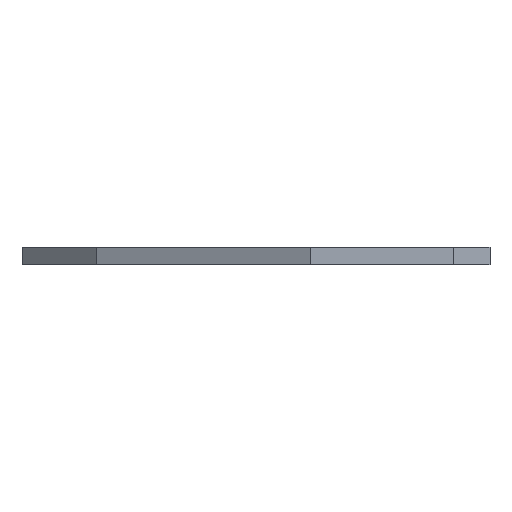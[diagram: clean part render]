
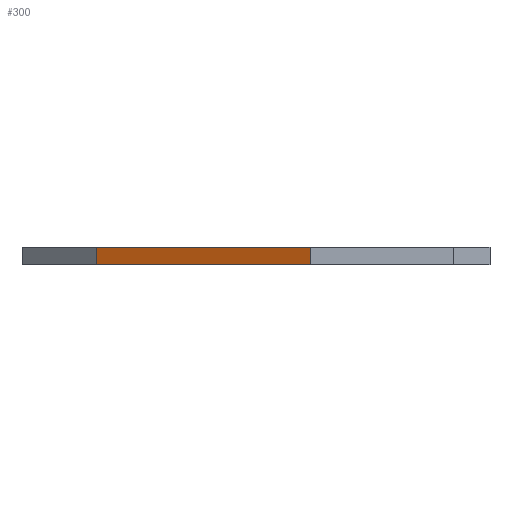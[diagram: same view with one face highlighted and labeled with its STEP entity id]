
A CAD part, left-side view. The second image highlights one B-rep face of the part: STEP entity #300.
In plain terms, the highlighted planar face has unit normal (-0.902, 0.433, 0).
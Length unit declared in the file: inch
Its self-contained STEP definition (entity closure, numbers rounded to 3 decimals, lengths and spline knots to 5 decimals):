
#91 = VERTEX_POINT ( 'NONE', #1367 ) ;
#141 = DIRECTION ( 'NONE',  ( 0.433, 0.902, 0. ) ) ;
#275 = VERTEX_POINT ( 'NONE', #2812 ) ;
#300 = ADVANCED_FACE ( 'NONE', ( #1030 ), #2171, .T. ) ;
#472 = CARTESIAN_POINT ( 'NONE',  ( -1.02644, 0.72719, -0.05906 ) ) ;
#479 = EDGE_CURVE ( 'NONE', #91, #676, #2676, .T. ) ;
#537 = VERTEX_POINT ( 'NONE', #472 ) ;
#538 = VECTOR ( 'NONE', #1468, 39.37008 ) ;
#550 = LINE ( 'NONE', #566, #538 ) ;
#566 = CARTESIAN_POINT ( 'NONE',  ( -1.11797, 0.53641, 0.05906 ) ) ;
#629 = CARTESIAN_POINT ( 'NONE',  ( -1.11797, 0.53641, -0.05906 ) ) ;
#630 = DIRECTION ( 'NONE',  ( 0., 0., -1. ) ) ;
#676 = VERTEX_POINT ( 'NONE', #1672 ) ;
#855 = LINE ( 'NONE', #2441, #2374 ) ;
#989 = DIRECTION ( 'NONE',  ( -0.902, 0.433, 0. ) ) ;
#1030 = FACE_OUTER_BOUND ( 'NONE', #2852, .T. ) ;
#1305 = ORIENTED_EDGE ( 'NONE', *, *, #1420, .T. ) ;
#1367 = CARTESIAN_POINT ( 'NONE',  ( -1.74, -0.76, 0.05906 ) ) ;
#1387 = VECTOR ( 'NONE', #141, 39.37008 ) ;
#1420 = EDGE_CURVE ( 'NONE', #91, #275, #550, .T. ) ;
#1437 = DIRECTION ( 'NONE',  ( 0., 0., 1. ) ) ;
#1468 = DIRECTION ( 'NONE',  ( 0.433, 0.902, 0. ) ) ;
#1481 = VECTOR ( 'NONE', #630, 39.37008 ) ;
#1492 = ORIENTED_EDGE ( 'NONE', *, *, #1815, .F. ) ;
#1672 = CARTESIAN_POINT ( 'NONE',  ( -1.74, -0.76, -0.05906 ) ) ;
#1686 = CARTESIAN_POINT ( 'NONE',  ( -1.11797, 0.53641, 0.05906 ) ) ;
#1815 = EDGE_CURVE ( 'NONE', #676, #537, #1975, .T. ) ;
#1975 = LINE ( 'NONE', #629, #1387 ) ;
#2004 = ORIENTED_EDGE ( 'NONE', *, *, #479, .F. ) ;
#2125 = ORIENTED_EDGE ( 'NONE', *, *, #2185, .T. ) ;
#2144 = AXIS2_PLACEMENT_3D ( 'NONE', #1686, #989, #1437 ) ;
#2171 = PLANE ( 'NONE',  #2144 ) ;
#2185 = EDGE_CURVE ( 'NONE', #275, #537, #855, .T. ) ;
#2237 = DIRECTION ( 'NONE',  ( 0., 0., -1. ) ) ;
#2374 = VECTOR ( 'NONE', #2237, 39.37008 ) ;
#2441 = CARTESIAN_POINT ( 'NONE',  ( -1.02644, 0.72719, 0.05906 ) ) ;
#2661 = CARTESIAN_POINT ( 'NONE',  ( -1.74, -0.76, 0.05906 ) ) ;
#2676 = LINE ( 'NONE', #2661, #1481 ) ;
#2812 = CARTESIAN_POINT ( 'NONE',  ( -1.02644, 0.72719, 0.05906 ) ) ;
#2852 = EDGE_LOOP ( 'NONE', ( #1492, #2004, #1305, #2125 ) ) ;
